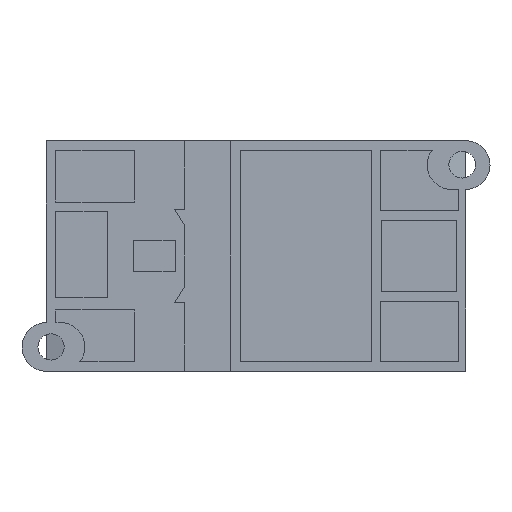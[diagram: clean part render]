
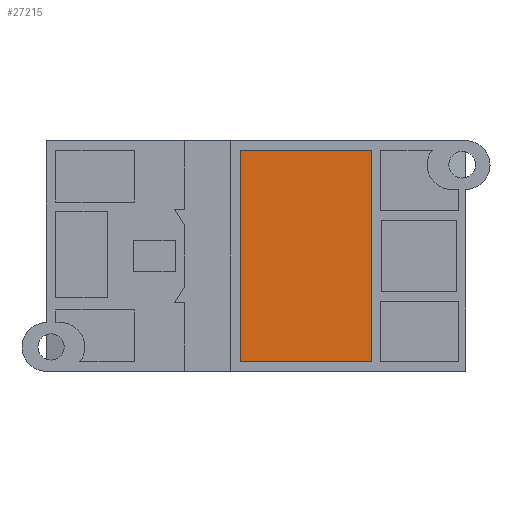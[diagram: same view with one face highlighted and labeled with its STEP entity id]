
A CAD part, left-side view. The second image highlights one B-rep face of the part: STEP entity #27215.
In plain terms, the highlighted planar face has unit normal (-1, 0, 0).
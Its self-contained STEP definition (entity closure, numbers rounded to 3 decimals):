
#544 = VECTOR ( 'NONE', #19402, 1000. ) ;
#3161 = CARTESIAN_POINT ( 'NONE',  ( -46., -22.005, 20.2 ) ) ;
#3409 = DIRECTION ( 'NONE',  ( 1., 0., 0. ) ) ;
#3823 = CARTESIAN_POINT ( 'NONE',  ( -46., 2.995, 20.2 ) ) ;
#5554 = LINE ( 'NONE', #33607, #30313 ) ;
#6228 = ORIENTED_EDGE ( 'NONE', *, *, #22403, .T. ) ;
#6445 = FACE_OUTER_BOUND ( 'NONE', #12895, .T. ) ;
#7363 = CARTESIAN_POINT ( 'NONE',  ( -46., -22.005, -20.2 ) ) ;
#7922 = EDGE_CURVE ( 'NONE', #20871, #11278, #32370, .T. ) ;
#9675 = DIRECTION ( 'NONE',  ( 0., 1., 0. ) ) ;
#11278 = VERTEX_POINT ( 'NONE', #20162 ) ;
#11626 = LINE ( 'NONE', #7363, #31064 ) ;
#12895 = EDGE_LOOP ( 'NONE', ( #28503, #24858, #6228, #30172 ) ) ;
#13038 = VECTOR ( 'NONE', #18387, 1000. ) ;
#13422 = EDGE_CURVE ( 'NONE', #16857, #20871, #5554, .T. ) ;
#13558 = CARTESIAN_POINT ( 'NONE',  ( -46., 2.995, 20.2 ) ) ;
#15726 = CARTESIAN_POINT ( 'NONE',  ( -46., 2.995, -20.2 ) ) ;
#16857 = VERTEX_POINT ( 'NONE', #3161 ) ;
#18387 = DIRECTION ( 'NONE',  ( 0., -1., 0. ) ) ;
#19402 = DIRECTION ( 'NONE',  ( 0., 0., -1. ) ) ;
#20076 = LINE ( 'NONE', #15726, #13038 ) ;
#20162 = CARTESIAN_POINT ( 'NONE',  ( -46., 2.995, -20.2 ) ) ;
#20712 = AXIS2_PLACEMENT_3D ( 'NONE', #13558, #3409, #27064 ) ;
#20748 = DIRECTION ( 'NONE',  ( 0., 0., 1. ) ) ;
#20871 = VERTEX_POINT ( 'NONE', #3823 ) ;
#21237 = VERTEX_POINT ( 'NONE', #28961 ) ;
#22403 = EDGE_CURVE ( 'NONE', #21237, #16857, #11626, .T. ) ;
#24096 = PLANE ( 'NONE',  #20712 ) ;
#24858 = ORIENTED_EDGE ( 'NONE', *, *, #27492, .T. ) ;
#27064 = DIRECTION ( 'NONE',  ( 0., 0., -1. ) ) ;
#27215 = ADVANCED_FACE ( 'NONE', ( #6445 ), #24096, .F. ) ;
#27492 = EDGE_CURVE ( 'NONE', #11278, #21237, #20076, .T. ) ;
#28503 = ORIENTED_EDGE ( 'NONE', *, *, #7922, .T. ) ;
#28961 = CARTESIAN_POINT ( 'NONE',  ( -46., -22.005, -20.2 ) ) ;
#30121 = CARTESIAN_POINT ( 'NONE',  ( -46., 2.995, -20.2 ) ) ;
#30172 = ORIENTED_EDGE ( 'NONE', *, *, #13422, .T. ) ;
#30313 = VECTOR ( 'NONE', #9675, 1000. ) ;
#31064 = VECTOR ( 'NONE', #20748, 1000. ) ;
#32370 = LINE ( 'NONE', #30121, #544 ) ;
#33607 = CARTESIAN_POINT ( 'NONE',  ( -46., 2.995, 20.2 ) ) ;
